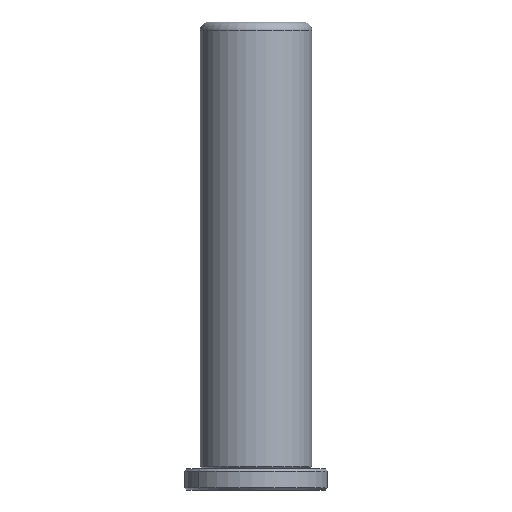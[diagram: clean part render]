
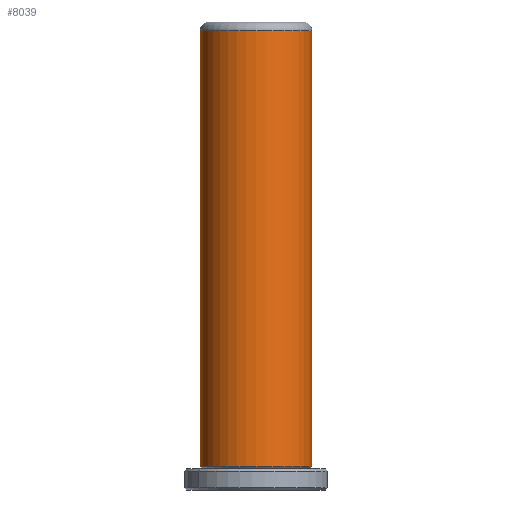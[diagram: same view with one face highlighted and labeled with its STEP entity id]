
A CAD part, front view. The second image highlights one B-rep face of the part: STEP entity #8039.
In plain terms, the highlighted cylindrical face has radius 12.5 mm (diameter 25 mm), a partial arc.
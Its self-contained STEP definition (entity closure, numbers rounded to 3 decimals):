
#291 = EDGE_CURVE ( 'NONE', #8365, #4994, #10139, .T. ) ;
#895 = DIRECTION ( 'NONE',  ( 0., 0., -1. ) ) ;
#1518 = EDGE_CURVE ( 'NONE', #8365, #1571, #10675, .T. ) ;
#1571 = VERTEX_POINT ( 'NONE', #10620 ) ;
#1613 = CARTESIAN_POINT ( 'NONE',  ( -10.46, 5.544, 48. ) ) ;
#1677 = CARTESIAN_POINT ( 'NONE',  ( 14.54, 5.544, 48. ) ) ;
#2099 = CARTESIAN_POINT ( 'NONE',  ( 2.04, 5.544, -49.5 ) ) ;
#2299 = DIRECTION ( 'NONE',  ( 1., 0., 0. ) ) ;
#3013 = AXIS2_PLACEMENT_3D ( 'NONE', #9399, #6271, #6914 ) ;
#3353 = AXIS2_PLACEMENT_3D ( 'NONE', #6250, #9701, #2299 ) ;
#3544 = DIRECTION ( 'NONE',  ( 1., 0., 0. ) ) ;
#3696 = DIRECTION ( 'NONE',  ( 0., 0., 1. ) ) ;
#3973 = VERTEX_POINT ( 'NONE', #9368 ) ;
#4025 = ORIENTED_EDGE ( 'NONE', *, *, #8517, .T. ) ;
#4373 = ORIENTED_EDGE ( 'NONE', *, *, #1518, .F. ) ;
#4848 = AXIS2_PLACEMENT_3D ( 'NONE', #2099, #3696, #3544 ) ;
#4994 = VERTEX_POINT ( 'NONE', #1613 ) ;
#5262 = LINE ( 'NONE', #8558, #8637 ) ;
#5983 = EDGE_CURVE ( 'NONE', #4994, #3973, #5262, .T. ) ;
#6109 = FACE_OUTER_BOUND ( 'NONE', #6906, .T. ) ;
#6250 = CARTESIAN_POINT ( 'NONE',  ( 2.04, 5.544, 48. ) ) ;
#6271 = DIRECTION ( 'NONE',  ( 0., 0., -1. ) ) ;
#6906 = EDGE_LOOP ( 'NONE', ( #4373, #8203, #10617, #4025 ) ) ;
#6914 = DIRECTION ( 'NONE',  ( -1., 0., 0. ) ) ;
#7847 = DIRECTION ( 'NONE',  ( 0., 0., -1. ) ) ;
#8039 = ADVANCED_FACE ( 'NONE', ( #6109 ), #10376, .T. ) ;
#8203 = ORIENTED_EDGE ( 'NONE', *, *, #291, .T. ) ;
#8365 = VERTEX_POINT ( 'NONE', #1677 ) ;
#8421 = VECTOR ( 'NONE', #895, 1000. ) ;
#8517 = EDGE_CURVE ( 'NONE', #3973, #1571, #9854, .T. ) ;
#8558 = CARTESIAN_POINT ( 'NONE',  ( -10.46, 5.544, 50. ) ) ;
#8637 = VECTOR ( 'NONE', #7847, 1000. ) ;
#9368 = CARTESIAN_POINT ( 'NONE',  ( -10.46, 5.544, -49.5 ) ) ;
#9399 = CARTESIAN_POINT ( 'NONE',  ( 2.04, 5.544, 50. ) ) ;
#9701 = DIRECTION ( 'NONE',  ( 0., 0., -1. ) ) ;
#9854 = CIRCLE ( 'NONE', #4848, 12.5 ) ;
#9976 = CARTESIAN_POINT ( 'NONE',  ( 14.54, 5.544, 50. ) ) ;
#10139 = CIRCLE ( 'NONE', #3353, 12.5 ) ;
#10376 = CYLINDRICAL_SURFACE ( 'NONE', #3013, 12.5 ) ;
#10617 = ORIENTED_EDGE ( 'NONE', *, *, #5983, .T. ) ;
#10620 = CARTESIAN_POINT ( 'NONE',  ( 14.54, 5.544, -49.5 ) ) ;
#10675 = LINE ( 'NONE', #9976, #8421 ) ;
